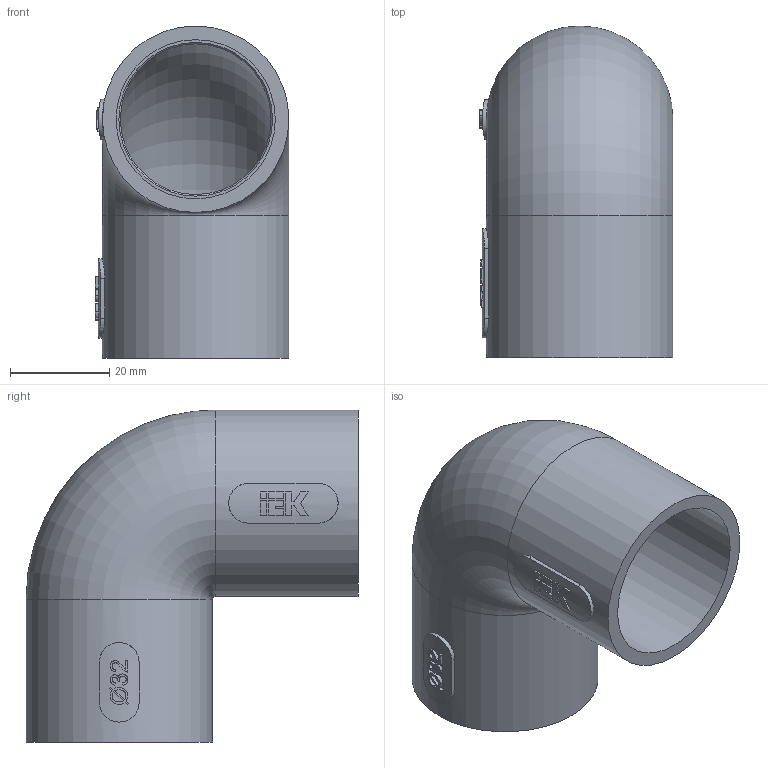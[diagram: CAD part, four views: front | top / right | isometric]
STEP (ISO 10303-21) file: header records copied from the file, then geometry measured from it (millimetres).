
FILE_DESCRIPTION (( 'STEP AP203' ), '1' );
FILE_NAME ('CTA10D-CIG32-K41-005 Ïîâîðîò îòêðûâàþùèéñÿ íà 90ãð. CI32G IEK (5 øò óïàê).STEP', '2016-04-29T07:24:52', ( '' ), ( '' ), 'SwSTEP 2.0', 'SolidWorks 2014', '' );
FILE_SCHEMA (( 'CONFIG_CONTROL_DESIGN' ));
Length unit declared in the file: millimetre
Products named in the file (1): CTA10D-CIG32-K41-005 Ïîâîðîò îòêðûâàþùèéñÿ íà 90ãð. CI32G IEK (5 øò óïàê)
Bounding box: 38.99 x 66.75 x 66.75 mm (x, y, z)
Volume: 26716.9 mm3; surface area: 20143.7 mm2
Topology: 1 solids, 1 shells, 120 faces, 302 edges, 200 vertices
Faces by surface type: plane 59, bspline 33, cylinder 22, cone 4, torus 2
Full cylindrical faces by diameter (mm): 30.3 x2, 32 x2, 37.5 x2
Entity records: 5357 total; most frequent: CARTESIAN_POINT 2742, ORIENTED_EDGE 576, DIRECTION 406, EDGE_CURVE 288, VERTEX_POINT 198, EDGE_LOOP 150, AXIS2_PLACEMENT_3D 136, LINE 134
